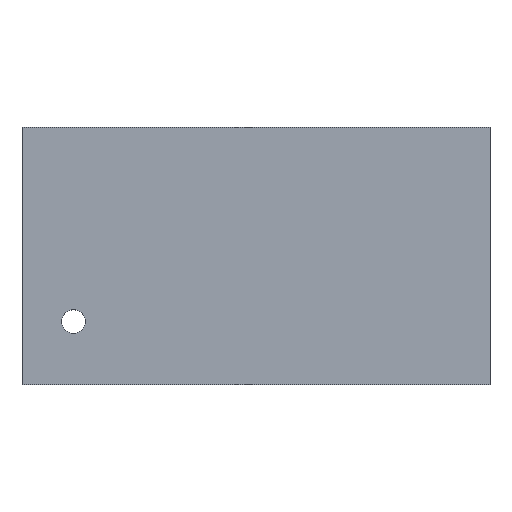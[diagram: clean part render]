
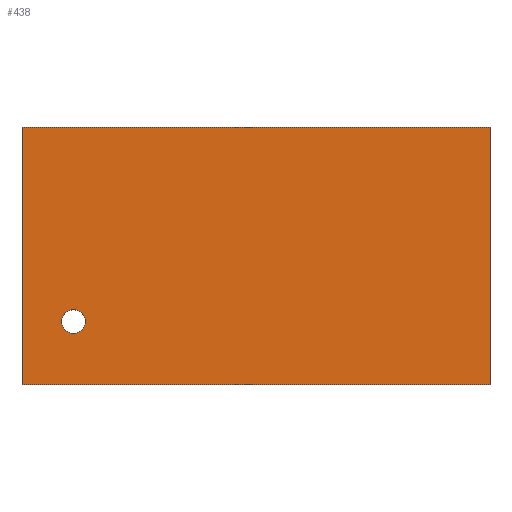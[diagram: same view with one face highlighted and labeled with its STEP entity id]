
A CAD part, top view. The second image highlights one B-rep face of the part: STEP entity #438.
In plain terms, the highlighted planar face has unit normal (0, 0, 1).
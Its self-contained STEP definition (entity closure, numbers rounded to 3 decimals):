
#35 = VERTEX_POINT('',#36);
#36 = CARTESIAN_POINT('',(0.,0.,1.691));
#43 = PLANE('',#44);
#44 = AXIS2_PLACEMENT_3D('',#45,#46,#47);
#45 = CARTESIAN_POINT('',(0.,0.,0.));
#46 = DIRECTION('',(0.,1.,0.));
#47 = DIRECTION('',(1.,0.,0.));
#55 = PLANE('',#56);
#56 = AXIS2_PLACEMENT_3D('',#57,#58,#59);
#57 = CARTESIAN_POINT('',(0.,11.,0.));
#58 = DIRECTION('',(1.,0.,0.));
#59 = DIRECTION('',(0.,-1.,0.));
#67 = EDGE_CURVE('',#35,#68,#70,.T.);
#68 = VERTEX_POINT('',#69);
#69 = CARTESIAN_POINT('',(20.,0.,1.691));
#70 = SURFACE_CURVE('',#71,(#75,#82),.PCURVE_S1.);
#71 = LINE('',#72,#73);
#72 = CARTESIAN_POINT('',(0.,0.,1.691));
#73 = VECTOR('',#74,1.);
#74 = DIRECTION('',(1.,0.,0.));
#75 = PCURVE('',#43,#76);
#76 = DEFINITIONAL_REPRESENTATION('',(#77),#81);
#77 = LINE('',#78,#79);
#78 = CARTESIAN_POINT('',(0.,-1.691));
#79 = VECTOR('',#80,1.);
#80 = DIRECTION('',(1.,0.));
#81 = ( GEOMETRIC_REPRESENTATION_CONTEXT(2) 
PARAMETRIC_REPRESENTATION_CONTEXT() REPRESENTATION_CONTEXT('2D SPACE',''
  ) );
#82 = PCURVE('',#83,#88);
#83 = PLANE('',#84);
#84 = AXIS2_PLACEMENT_3D('',#85,#86,#87);
#85 = CARTESIAN_POINT('',(0.,0.,1.691));
#86 = DIRECTION('',(0.,0.,-1.));
#87 = DIRECTION('',(-1.,0.,0.));
#88 = DEFINITIONAL_REPRESENTATION('',(#89),#93);
#89 = LINE('',#90,#91);
#90 = CARTESIAN_POINT('',(0.,0.));
#91 = VECTOR('',#92,1.);
#92 = DIRECTION('',(-1.,0.));
#93 = ( GEOMETRIC_REPRESENTATION_CONTEXT(2) 
PARAMETRIC_REPRESENTATION_CONTEXT() REPRESENTATION_CONTEXT('2D SPACE',''
  ) );
#111 = PLANE('',#112);
#112 = AXIS2_PLACEMENT_3D('',#113,#114,#115);
#113 = CARTESIAN_POINT('',(20.,0.,0.));
#114 = DIRECTION('',(-1.,0.,0.));
#115 = DIRECTION('',(0.,1.,0.));
#153 = EDGE_CURVE('',#68,#154,#156,.T.);
#154 = VERTEX_POINT('',#155);
#155 = CARTESIAN_POINT('',(20.,11.,1.691));
#156 = SURFACE_CURVE('',#157,(#161,#168),.PCURVE_S1.);
#157 = LINE('',#158,#159);
#158 = CARTESIAN_POINT('',(20.,0.,1.691));
#159 = VECTOR('',#160,1.);
#160 = DIRECTION('',(0.,1.,0.));
#161 = PCURVE('',#111,#162);
#162 = DEFINITIONAL_REPRESENTATION('',(#163),#167);
#163 = LINE('',#164,#165);
#164 = CARTESIAN_POINT('',(0.,-1.691));
#165 = VECTOR('',#166,1.);
#166 = DIRECTION('',(1.,0.));
#167 = ( GEOMETRIC_REPRESENTATION_CONTEXT(2) 
PARAMETRIC_REPRESENTATION_CONTEXT() REPRESENTATION_CONTEXT('2D SPACE',''
  ) );
#168 = PCURVE('',#83,#169);
#169 = DEFINITIONAL_REPRESENTATION('',(#170),#174);
#170 = LINE('',#171,#172);
#171 = CARTESIAN_POINT('',(-20.,0.));
#172 = VECTOR('',#173,1.);
#173 = DIRECTION('',(0.,1.));
#174 = ( GEOMETRIC_REPRESENTATION_CONTEXT(2) 
PARAMETRIC_REPRESENTATION_CONTEXT() REPRESENTATION_CONTEXT('2D SPACE',''
  ) );
#192 = PLANE('',#193);
#193 = AXIS2_PLACEMENT_3D('',#194,#195,#196);
#194 = CARTESIAN_POINT('',(20.,11.,0.));
#195 = DIRECTION('',(0.,-1.,0.));
#196 = DIRECTION('',(-1.,0.,0.));
#229 = EDGE_CURVE('',#154,#230,#232,.T.);
#230 = VERTEX_POINT('',#231);
#231 = CARTESIAN_POINT('',(0.,11.,1.691));
#232 = SURFACE_CURVE('',#233,(#237,#244),.PCURVE_S1.);
#233 = LINE('',#234,#235);
#234 = CARTESIAN_POINT('',(20.,11.,1.691));
#235 = VECTOR('',#236,1.);
#236 = DIRECTION('',(-1.,0.,0.));
#237 = PCURVE('',#192,#238);
#238 = DEFINITIONAL_REPRESENTATION('',(#239),#243);
#239 = LINE('',#240,#241);
#240 = CARTESIAN_POINT('',(0.,-1.691));
#241 = VECTOR('',#242,1.);
#242 = DIRECTION('',(1.,0.));
#243 = ( GEOMETRIC_REPRESENTATION_CONTEXT(2) 
PARAMETRIC_REPRESENTATION_CONTEXT() REPRESENTATION_CONTEXT('2D SPACE',''
  ) );
#244 = PCURVE('',#83,#245);
#245 = DEFINITIONAL_REPRESENTATION('',(#246),#250);
#246 = LINE('',#247,#248);
#247 = CARTESIAN_POINT('',(-20.,11.));
#248 = VECTOR('',#249,1.);
#249 = DIRECTION('',(1.,0.));
#250 = ( GEOMETRIC_REPRESENTATION_CONTEXT(2) 
PARAMETRIC_REPRESENTATION_CONTEXT() REPRESENTATION_CONTEXT('2D SPACE',''
  ) );
#300 = EDGE_CURVE('',#230,#35,#301,.T.);
#301 = SURFACE_CURVE('',#302,(#306,#313),.PCURVE_S1.);
#302 = LINE('',#303,#304);
#303 = CARTESIAN_POINT('',(0.,11.,1.691));
#304 = VECTOR('',#305,1.);
#305 = DIRECTION('',(0.,-1.,0.));
#306 = PCURVE('',#55,#307);
#307 = DEFINITIONAL_REPRESENTATION('',(#308),#312);
#308 = LINE('',#309,#310);
#309 = CARTESIAN_POINT('',(0.,-1.691));
#310 = VECTOR('',#311,1.);
#311 = DIRECTION('',(1.,0.));
#312 = ( GEOMETRIC_REPRESENTATION_CONTEXT(2) 
PARAMETRIC_REPRESENTATION_CONTEXT() REPRESENTATION_CONTEXT('2D SPACE',''
  ) );
#313 = PCURVE('',#83,#314);
#314 = DEFINITIONAL_REPRESENTATION('',(#315),#319);
#315 = LINE('',#316,#317);
#316 = CARTESIAN_POINT('',(0.,11.));
#317 = VECTOR('',#318,1.);
#318 = DIRECTION('',(0.,-1.));
#319 = ( GEOMETRIC_REPRESENTATION_CONTEXT(2) 
PARAMETRIC_REPRESENTATION_CONTEXT() REPRESENTATION_CONTEXT('2D SPACE',''
  ) );
#349 = VERTEX_POINT('',#350);
#350 = CARTESIAN_POINT('',(2.7,2.7,1.691));
#357 = CYLINDRICAL_SURFACE('',#358,0.5);
#358 = AXIS2_PLACEMENT_3D('',#359,#360,#361);
#359 = CARTESIAN_POINT('',(2.2,2.7,0.));
#360 = DIRECTION('',(0.,0.,-1.));
#361 = DIRECTION('',(1.,0.,0.));
#376 = EDGE_CURVE('',#349,#349,#377,.T.);
#377 = SURFACE_CURVE('',#378,(#383,#390),.PCURVE_S1.);
#378 = CIRCLE('',#379,0.5);
#379 = AXIS2_PLACEMENT_3D('',#380,#381,#382);
#380 = CARTESIAN_POINT('',(2.2,2.7,1.691));
#381 = DIRECTION('',(0.,0.,1.));
#382 = DIRECTION('',(1.,0.,0.));
#383 = PCURVE('',#357,#384);
#384 = DEFINITIONAL_REPRESENTATION('',(#385),#389);
#385 = LINE('',#386,#387);
#386 = CARTESIAN_POINT('',(0.,-1.691));
#387 = VECTOR('',#388,1.);
#388 = DIRECTION('',(-1.,0.));
#389 = ( GEOMETRIC_REPRESENTATION_CONTEXT(2) 
PARAMETRIC_REPRESENTATION_CONTEXT() REPRESENTATION_CONTEXT('2D SPACE',''
  ) );
#390 = PCURVE('',#83,#391);
#391 = DEFINITIONAL_REPRESENTATION('',(#392),#400);
#392 = ( BOUNDED_CURVE() B_SPLINE_CURVE(2,(#393,#394,#395,#396,#397,#398
,#399),.UNSPECIFIED.,.T.,.F.) B_SPLINE_CURVE_WITH_KNOTS((1,2,2,2,2,1),(
    -2.094,0.,2.094,4.189,6.283,
8.378),.UNSPECIFIED.) CURVE() GEOMETRIC_REPRESENTATION_ITEM() 
RATIONAL_B_SPLINE_CURVE((1.,0.5,1.,0.5,1.,0.5,1.)) REPRESENTATION_ITEM(
  '') );
#393 = CARTESIAN_POINT('',(-2.7,2.7));
#394 = CARTESIAN_POINT('',(-2.7,3.566));
#395 = CARTESIAN_POINT('',(-1.95,3.133));
#396 = CARTESIAN_POINT('',(-1.2,2.7));
#397 = CARTESIAN_POINT('',(-1.95,2.267));
#398 = CARTESIAN_POINT('',(-2.7,1.834));
#399 = CARTESIAN_POINT('',(-2.7,2.7));
#400 = ( GEOMETRIC_REPRESENTATION_CONTEXT(2) 
PARAMETRIC_REPRESENTATION_CONTEXT() REPRESENTATION_CONTEXT('2D SPACE',''
  ) );
#438 = ADVANCED_FACE('',(#439,#445),#83,.F.);
#439 = FACE_BOUND('',#440,.T.);
#440 = EDGE_LOOP('',(#441,#442,#443,#444));
#441 = ORIENTED_EDGE('',*,*,#67,.T.);
#442 = ORIENTED_EDGE('',*,*,#153,.T.);
#443 = ORIENTED_EDGE('',*,*,#229,.T.);
#444 = ORIENTED_EDGE('',*,*,#300,.T.);
#445 = FACE_BOUND('',#446,.F.);
#446 = EDGE_LOOP('',(#447));
#447 = ORIENTED_EDGE('',*,*,#376,.T.);
